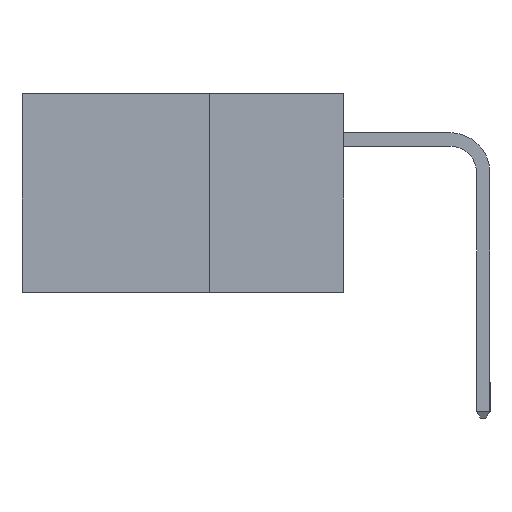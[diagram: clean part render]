
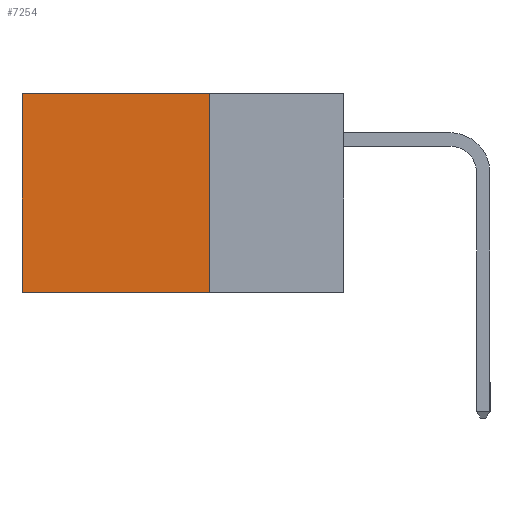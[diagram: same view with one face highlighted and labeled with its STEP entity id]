
A CAD part, left-side view. The second image highlights one B-rep face of the part: STEP entity #7254.
In plain terms, the highlighted planar face has unit normal (-1, 0, 0).
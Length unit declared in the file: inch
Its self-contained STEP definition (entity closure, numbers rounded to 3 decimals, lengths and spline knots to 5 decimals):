
#137 = VERTEX_POINT ( 'NONE', #4644 ) ;
#2284 = LINE ( 'NONE', #15169, #8687 ) ;
#2432 = DIRECTION ( 'NONE',  ( 0., 1., 0. ) ) ;
#3441 = EDGE_LOOP ( 'NONE', ( #13005, #14129, #11748, #13474 ) ) ;
#3451 = VERTEX_POINT ( 'NONE', #8015 ) ;
#3751 = DIRECTION ( 'NONE',  ( 0., 1., 0. ) ) ;
#3840 = EDGE_CURVE ( 'NONE', #5785, #137, #9690, .T. ) ;
#3891 = DIRECTION ( 'NONE',  ( 0., 0., -1. ) ) ;
#4068 = EDGE_CURVE ( 'NONE', #137, #10689, #5698, .T. ) ;
#4072 = EDGE_CURVE ( 'NONE', #5785, #3451, #2284, .T. ) ;
#4156 = PLANE ( 'NONE',  #12001 ) ;
#4644 = CARTESIAN_POINT ( 'NONE',  ( 0.298, 0.25, -0.37 ) ) ;
#5698 = LINE ( 'NONE', #10104, #15461 ) ;
#5785 = VERTEX_POINT ( 'NONE', #8550 ) ;
#5962 = EDGE_CURVE ( 'NONE', #3451, #10689, #14735, .T. ) ;
#6316 = FACE_OUTER_BOUND ( 'NONE', #3441, .T. ) ;
#6718 = DIRECTION ( 'NONE',  ( 1., 0., 0. ) ) ;
#6981 = CARTESIAN_POINT ( 'NONE',  ( 0.298, 0.6, -0.37 ) ) ;
#7254 = ADVANCED_FACE ( 'NONE', ( #6316 ), #4156, .F. ) ;
#8015 = CARTESIAN_POINT ( 'NONE',  ( 0.298, 0.6, 0. ) ) ;
#8550 = CARTESIAN_POINT ( 'NONE',  ( 0.298, 0.25, 0. ) ) ;
#8687 = VECTOR ( 'NONE', #3751, 39.37008 ) ;
#9690 = LINE ( 'NONE', #12806, #12685 ) ;
#10104 = CARTESIAN_POINT ( 'NONE',  ( 0.298, 0.25, -0.37 ) ) ;
#10689 = VERTEX_POINT ( 'NONE', #6981 ) ;
#11351 = VECTOR ( 'NONE', #15172, 39.37008 ) ;
#11748 = ORIENTED_EDGE ( 'NONE', *, *, #3840, .F. ) ;
#12001 = AXIS2_PLACEMENT_3D ( 'NONE', #14354, #6718, #15616 ) ;
#12685 = VECTOR ( 'NONE', #3891, 39.37008 ) ;
#12806 = CARTESIAN_POINT ( 'NONE',  ( 0.298, 0.25, 0. ) ) ;
#13005 = ORIENTED_EDGE ( 'NONE', *, *, #5962, .T. ) ;
#13474 = ORIENTED_EDGE ( 'NONE', *, *, #4072, .T. ) ;
#14129 = ORIENTED_EDGE ( 'NONE', *, *, #4068, .F. ) ;
#14354 = CARTESIAN_POINT ( 'NONE',  ( 0.298, 0.25, 0. ) ) ;
#14735 = LINE ( 'NONE', #15221, #11351 ) ;
#15169 = CARTESIAN_POINT ( 'NONE',  ( 0.298, 0.25, 0. ) ) ;
#15172 = DIRECTION ( 'NONE',  ( 0., 0., -1. ) ) ;
#15221 = CARTESIAN_POINT ( 'NONE',  ( 0.298, 0.6, 0. ) ) ;
#15461 = VECTOR ( 'NONE', #2432, 39.37008 ) ;
#15616 = DIRECTION ( 'NONE',  ( 0., 0., -1. ) ) ;
